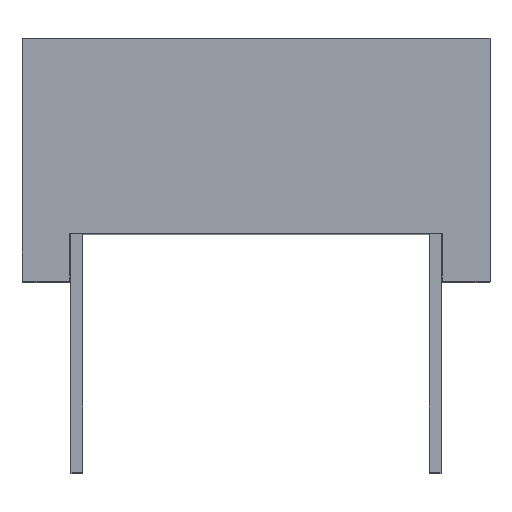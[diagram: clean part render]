
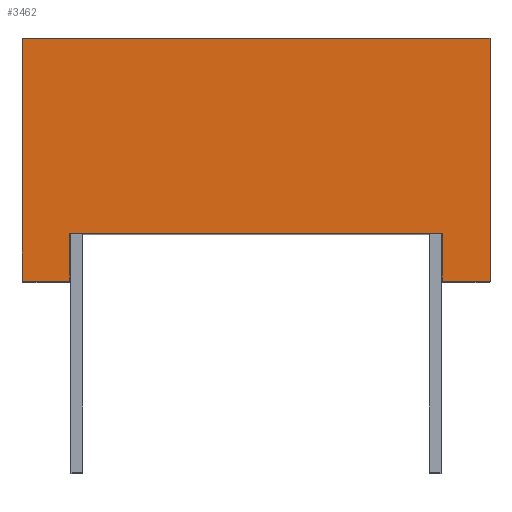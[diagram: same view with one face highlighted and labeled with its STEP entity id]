
A CAD part, top view. The second image highlights one B-rep face of the part: STEP entity #3462.
In plain terms, the highlighted planar face has unit normal (0, 0, 1).
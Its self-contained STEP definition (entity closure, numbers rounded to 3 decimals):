
#3404 = EDGE_CURVE ( 'NONE', #14420, #14463, #12600, .T. ) ;
#3410 = EDGE_CURVE ( 'NONE', #14472, #14443, #12618, .T. ) ;
#3412 = EDGE_CURVE ( 'NONE', #14420, #14444, #12624, .T. ) ;
#3421 = EDGE_CURVE ( 'NONE', #14471, #13785, #12651, .T. ) ;
#3462 = ADVANCED_FACE ( 'NONE', ( #12105 ), #8036, .T. ) ;
#4022 = VECTOR ( 'NONE', #5127, 1000. ) ;
#4035 = VECTOR ( 'NONE', #5166, 1000. ) ;
#4056 = VECTOR ( 'NONE', #5243, 1000. ) ;
#4398 = CARTESIAN_POINT ( 'NONE',  ( -3.9, -4.08, 9.375 ) ) ;
#4405 = CARTESIAN_POINT ( 'NONE',  ( 3.9, -4.08, 9.375 ) ) ;
#4469 = CARTESIAN_POINT ( 'NONE',  ( -4.9, -5.08, 9.375 ) ) ;
#4492 = CARTESIAN_POINT ( 'NONE',  ( 4.9, 0., 9.375 ) ) ;
#4493 = CARTESIAN_POINT ( 'NONE',  ( -4.9, 0., 9.375 ) ) ;
#4512 = CARTESIAN_POINT ( 'NONE',  ( -3.9, -5.08, 9.375 ) ) ;
#4520 = CARTESIAN_POINT ( 'NONE',  ( 3.9, -5.08, 9.375 ) ) ;
#4521 = CARTESIAN_POINT ( 'NONE',  ( 4.9, -5.08, 9.375 ) ) ;
#5125 = LINE ( 'NONE', #5126, #4022 ) ;
#5126 = CARTESIAN_POINT ( 'NONE',  ( -4.9, -5.08, 9.375 ) ) ;
#5127 = DIRECTION ( 'NONE',  ( 1., 0., 0. ) ) ;
#5164 = LINE ( 'NONE', #5165, #4035 ) ;
#5165 = CARTESIAN_POINT ( 'NONE',  ( -3.9, -2.54, 9.375 ) ) ;
#5166 = DIRECTION ( 'NONE',  ( 0., -1., 0. ) ) ;
#5241 = LINE ( 'NONE', #5242, #4056 ) ;
#5242 = CARTESIAN_POINT ( 'NONE',  ( -4.9, 0., 9.375 ) ) ;
#5243 = DIRECTION ( 'NONE',  ( 1., 0., 0. ) ) ;
#8036 = PLANE ( 'NONE',  #12108 ) ;
#8038 = CARTESIAN_POINT ( 'NONE',  ( -4.9, -5.08, 9.375 ) ) ;
#8040 = DIRECTION ( 'NONE',  ( 0., 0., 1. ) ) ;
#8042 = DIRECTION ( 'NONE',  ( 1., 0., 0. ) ) ;
#11465 = LINE ( 'NONE', #11466, #11681 ) ;
#11466 = CARTESIAN_POINT ( 'NONE',  ( -8.727, -4.08, 9.375 ) ) ;
#11467 = DIRECTION ( 'NONE',  ( -1., 0., 0. ) ) ;
#11681 = VECTOR ( 'NONE', #11467, 1000. ) ;
#11976 = VECTOR ( 'NONE', #12620, 1000. ) ;
#11978 = VECTOR ( 'NONE', #12626, 1000. ) ;
#11988 = VECTOR ( 'NONE', #12653, 1000. ) ;
#12105 = FACE_OUTER_BOUND ( 'NONE', #16588, .T. ) ;
#12108 = AXIS2_PLACEMENT_3D ( 'NONE', #8038, #8040, #8042 ) ;
#12600 = LINE ( 'NONE', #12601, #17398 ) ;
#12601 = CARTESIAN_POINT ( 'NONE',  ( -4.9, -5.08, 9.375 ) ) ;
#12602 = DIRECTION ( 'NONE',  ( 1., 0., 0. ) ) ;
#12618 = LINE ( 'NONE', #12619, #11976 ) ;
#12619 = CARTESIAN_POINT ( 'NONE',  ( 4.9, -5.08, 9.375 ) ) ;
#12620 = DIRECTION ( 'NONE',  ( 0., 1., 0. ) ) ;
#12624 = LINE ( 'NONE', #12625, #11978 ) ;
#12625 = CARTESIAN_POINT ( 'NONE',  ( -4.9, -5.08, 9.375 ) ) ;
#12626 = DIRECTION ( 'NONE',  ( 0., 1., 0. ) ) ;
#12651 = LINE ( 'NONE', #12652, #11988 ) ;
#12652 = CARTESIAN_POINT ( 'NONE',  ( 3.9, -2.54, 9.375 ) ) ;
#12653 = DIRECTION ( 'NONE',  ( 0., 1., 0. ) ) ;
#13778 = VERTEX_POINT ( 'NONE', #4398 ) ;
#13785 = VERTEX_POINT ( 'NONE', #4405 ) ;
#14163 = ORIENTED_EDGE ( 'NONE', *, *, #15250, .T. ) ;
#14164 = ORIENTED_EDGE ( 'NONE', *, *, #15263, .F. ) ;
#14165 = ORIENTED_EDGE ( 'NONE', *, *, #16717, .F. ) ;
#14166 = ORIENTED_EDGE ( 'NONE', *, *, #3421, .F. ) ;
#14167 = ORIENTED_EDGE ( 'NONE', *, *, #3410, .T. ) ;
#14168 = ORIENTED_EDGE ( 'NONE', *, *, #15283, .F. ) ;
#14169 = ORIENTED_EDGE ( 'NONE', *, *, #3412, .F. ) ;
#14170 = ORIENTED_EDGE ( 'NONE', *, *, #3404, .T. ) ;
#14420 = VERTEX_POINT ( 'NONE', #4469 ) ;
#14443 = VERTEX_POINT ( 'NONE', #4492 ) ;
#14444 = VERTEX_POINT ( 'NONE', #4493 ) ;
#14463 = VERTEX_POINT ( 'NONE', #4512 ) ;
#14471 = VERTEX_POINT ( 'NONE', #4520 ) ;
#14472 = VERTEX_POINT ( 'NONE', #4521 ) ;
#15250 = EDGE_CURVE ( 'NONE', #14471, #14472, #5125, .T. ) ;
#15263 = EDGE_CURVE ( 'NONE', #13778, #14463, #5164, .T. ) ;
#15283 = EDGE_CURVE ( 'NONE', #14444, #14443, #5241, .T. ) ;
#16588 = EDGE_LOOP ( 'NONE', ( #14164, #14165, #14166, #14163, #14167, #14168, #14169, #14170 ) ) ;
#16717 = EDGE_CURVE ( 'NONE', #13785, #13778, #11465, .T. ) ;
#17398 = VECTOR ( 'NONE', #12602, 1000. ) ;
